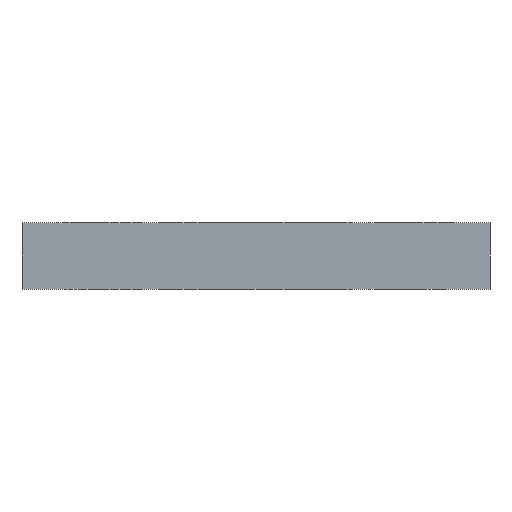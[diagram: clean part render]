
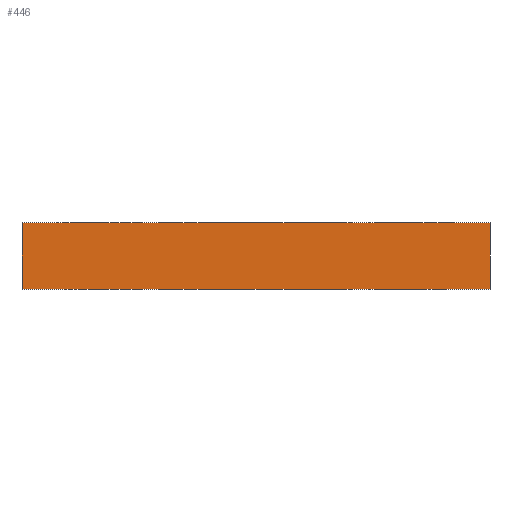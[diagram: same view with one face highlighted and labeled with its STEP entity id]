
A CAD part, front view. The second image highlights one B-rep face of the part: STEP entity #446.
In plain terms, the highlighted planar face has unit normal (0, -1, 0).
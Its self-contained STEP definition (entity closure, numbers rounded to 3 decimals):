
#22 = DIRECTION ( 'NONE',  ( 0., 1., 0. ) ) ;
#41 = PLANE ( 'NONE',  #1165 ) ;
#50 = CARTESIAN_POINT ( 'NONE',  ( 0., 0., 18. ) ) ;
#133 = DIRECTION ( 'NONE',  ( 0., 0., -1. ) ) ;
#166 = DIRECTION ( 'NONE',  ( 0., 0., 1. ) ) ;
#209 = DIRECTION ( 'NONE',  ( 1., 0., 0. ) ) ;
#213 = CARTESIAN_POINT ( 'NONE',  ( 0., 0., 0. ) ) ;
#234 = CARTESIAN_POINT ( 'NONE',  ( 126., 0., 18. ) ) ;
#310 = CARTESIAN_POINT ( 'NONE',  ( 0., 0., 0. ) ) ;
#313 = VERTEX_POINT ( 'NONE', #421 ) ;
#333 = VERTEX_POINT ( 'NONE', #416 ) ;
#363 = CARTESIAN_POINT ( 'NONE',  ( 0., 0., 18. ) ) ;
#382 = VERTEX_POINT ( 'NONE', #310 ) ;
#409 = VERTEX_POINT ( 'NONE', #363 ) ;
#416 = CARTESIAN_POINT ( 'NONE',  ( 126., 0., 18. ) ) ;
#421 = CARTESIAN_POINT ( 'NONE',  ( 126., 0., 0. ) ) ;
#446 = ADVANCED_FACE ( 'NONE', ( #532 ), #41, .F. ) ;
#493 = LINE ( 'NONE', #982, #748 ) ;
#532 = FACE_OUTER_BOUND ( 'NONE', #763, .T. ) ;
#548 = VECTOR ( 'NONE', #133, 1000. ) ;
#563 = ORIENTED_EDGE ( 'NONE', *, *, #1096, .F. ) ;
#567 = ORIENTED_EDGE ( 'NONE', *, *, #1036, .T. ) ;
#613 = LINE ( 'NONE', #988, #674 ) ;
#674 = VECTOR ( 'NONE', #969, 1000. ) ;
#684 = VECTOR ( 'NONE', #209, 1000. ) ;
#747 = LINE ( 'NONE', #213, #684 ) ;
#748 = VECTOR ( 'NONE', #952, 1000. ) ;
#763 = EDGE_LOOP ( 'NONE', ( #567, #855, #563, #865 ) ) ;
#829 = LINE ( 'NONE', #234, #548 ) ;
#855 = ORIENTED_EDGE ( 'NONE', *, *, #1021, .F. ) ;
#865 = ORIENTED_EDGE ( 'NONE', *, *, #1127, .T. ) ;
#952 = DIRECTION ( 'NONE',  ( 0., 0., -1. ) ) ;
#969 = DIRECTION ( 'NONE',  ( 1., 0., 0. ) ) ;
#982 = CARTESIAN_POINT ( 'NONE',  ( 0., 0., 18. ) ) ;
#988 = CARTESIAN_POINT ( 'NONE',  ( 0., 0., 18. ) ) ;
#1021 = EDGE_CURVE ( 'NONE', #333, #313, #829, .T. ) ;
#1036 = EDGE_CURVE ( 'NONE', #382, #313, #747, .T. ) ;
#1096 = EDGE_CURVE ( 'NONE', #409, #333, #613, .T. ) ;
#1127 = EDGE_CURVE ( 'NONE', #409, #382, #493, .T. ) ;
#1165 = AXIS2_PLACEMENT_3D ( 'NONE', #50, #22, #166 ) ;
